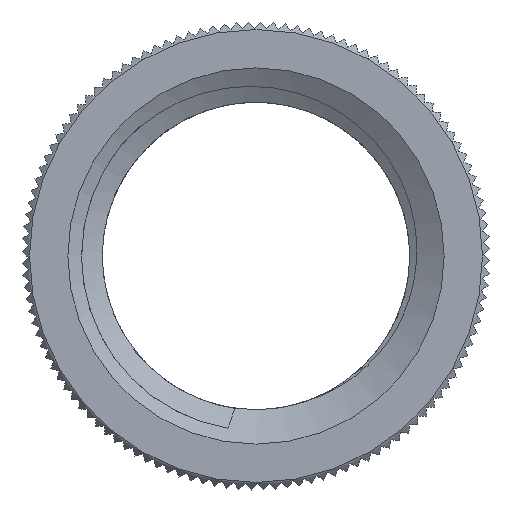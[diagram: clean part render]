
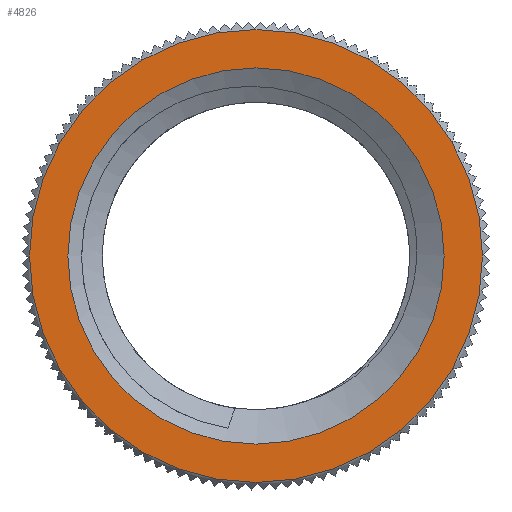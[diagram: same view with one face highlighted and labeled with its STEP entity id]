
A CAD part, left-side view. The second image highlights one B-rep face of the part: STEP entity #4826.
In plain terms, the highlighted planar face has unit normal (-1, 0, 0).
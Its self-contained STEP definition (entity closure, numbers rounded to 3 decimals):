
#512=FACE_BOUND('',#1042,.T.);
#776=FACE_OUTER_BOUND('',#1041,.T.);
#1041=EDGE_LOOP('',(#3841));
#1042=EDGE_LOOP('',(#3842));
#1058=CIRCLE('',#4852,6.891);
#1545=CIRCLE('',#5590,8.295);
#1573=VERTEX_POINT('',#7447);
#2062=VERTEX_POINT('',#10516);
#2078=EDGE_CURVE('',#1573,#1573,#1058,.T.);
#2816=EDGE_CURVE('',#2062,#2062,#1545,.T.);
#3841=ORIENTED_EDGE('',*,*,#2816,.F.);
#3842=ORIENTED_EDGE('',*,*,#2078,.T.);
#4569=PLANE('',#5589);
#4826=ADVANCED_FACE('',(#776,#512),#4569,.T.);
#4852=AXIS2_PLACEMENT_3D('',#7448,#5625,#5626);
#5589=AXIS2_PLACEMENT_3D('',#10515,#7339,#7340);
#5590=AXIS2_PLACEMENT_3D('',#10517,#7341,#7342);
#5625=DIRECTION('center_axis',(1.,0.,0.));
#5626=DIRECTION('ref_axis',(0.,1.,0.));
#7339=DIRECTION('center_axis',(-1.,0.,0.));
#7340=DIRECTION('ref_axis',(0.,0.,1.));
#7341=DIRECTION('center_axis',(1.,0.,0.));
#7342=DIRECTION('ref_axis',(0.,0.,-1.));
#7447=CARTESIAN_POINT('',(-8.5,6.891,0.));
#7448=CARTESIAN_POINT('Origin',(-8.5,0.,0.));
#10515=CARTESIAN_POINT('Origin',(-8.5,8.295,0.));
#10516=CARTESIAN_POINT('',(-8.5,8.295,0.));
#10517=CARTESIAN_POINT('Origin',(-8.5,0.,0.));
